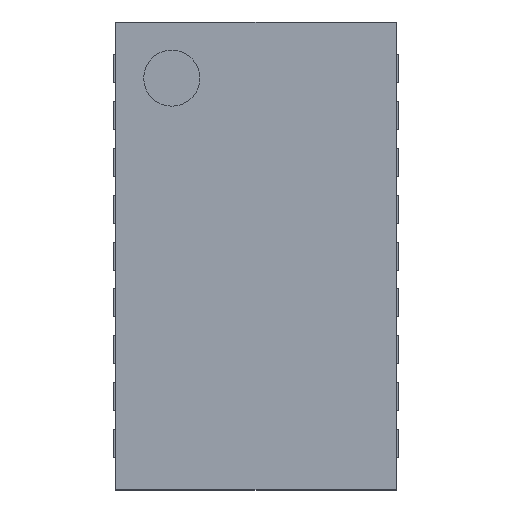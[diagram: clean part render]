
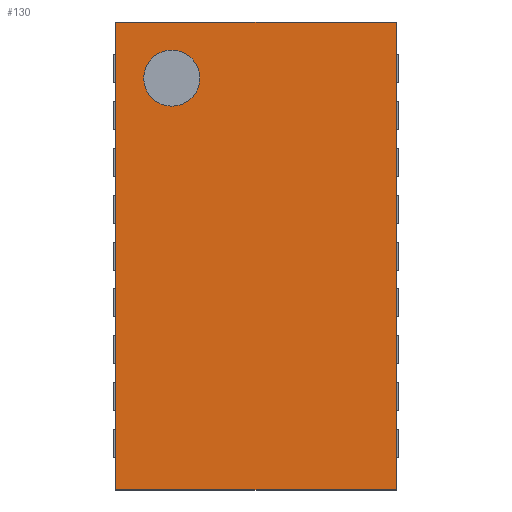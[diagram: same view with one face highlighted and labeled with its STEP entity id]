
A CAD part, top view. The second image highlights one B-rep face of the part: STEP entity #130.
In plain terms, the highlighted planar face has unit normal (0, 0, 1).
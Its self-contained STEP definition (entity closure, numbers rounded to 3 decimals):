
#13=DIRECTION('',(0.,0.,1.));
#14=DIRECTION('',(1.,0.,0.));
#89=VERTEX_POINT('',#90);
#90=CARTESIAN_POINT('',(-1.5,-2.5,0.97));
#98=VECTOR('',#99,1.);
#99=DIRECTION('',(0.,1.,0.));
#102=VERTEX_POINT('',#103);
#103=CARTESIAN_POINT('',(-1.5,2.5,0.97));
#105=ORIENTED_EDGE('',*,*,#106,.F.);
#106=EDGE_CURVE('',#89,#102,#107,.T.);
#107=LINE('',#90,#98);
#118=VECTOR('',#14,1.);
#120=ORIENTED_EDGE('',*,*,#121,.T.);
#121=EDGE_CURVE('',#89,#122,#124,.T.);
#122=VERTEX_POINT('',#123);
#123=CARTESIAN_POINT('',(1.5,-2.5,0.97));
#124=LINE('',#90,#118);
#130=ADVANCED_FACE('',(#131,#141),#152,.T.);
#131=FACE_BOUND('',#132,.T.);
#132=EDGE_LOOP('',(#105,#120,#133,#138));
#133=ORIENTED_EDGE('',*,*,#134,.T.);
#134=EDGE_CURVE('',#122,#135,#137,.T.);
#135=VERTEX_POINT('',#136);
#136=CARTESIAN_POINT('',(1.5,2.5,0.97));
#137=LINE('',#123,#98);
#138=ORIENTED_EDGE('',*,*,#139,.F.);
#139=EDGE_CURVE('',#102,#135,#140,.T.);
#140=LINE('',#103,#118);
#141=FACE_BOUND('',#142,.T.);
#142=EDGE_LOOP('',(#143));
#143=ORIENTED_EDGE('',*,*,#144,.T.);
#144=EDGE_CURVE('',#145,#145,#147,.T.);
#145=VERTEX_POINT('',#146);
#146=CARTESIAN_POINT('',(-1.2,1.9,0.97));
#147=CIRCLE('',#148,0.3);
#148=AXIS2_PLACEMENT_3D('',#149,#150,#151);
#149=CARTESIAN_POINT('',(-0.9,1.9,0.97));
#150=DIRECTION('',(0.,0.,-1.));
#151=DIRECTION('',(-1.,0.,0.));
#152=PLANE('',#153);
#153=AXIS2_PLACEMENT_3D('',#90,#13,#14);
